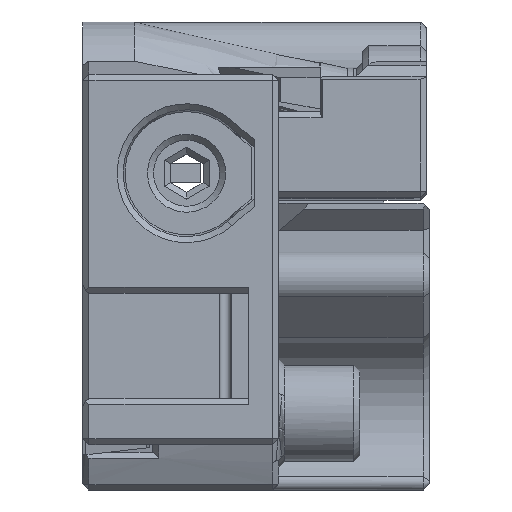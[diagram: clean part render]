
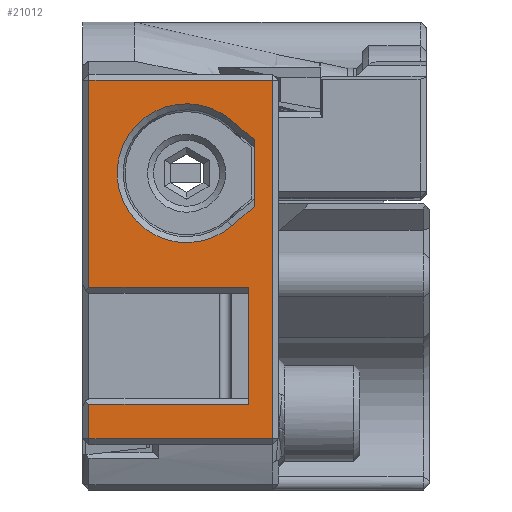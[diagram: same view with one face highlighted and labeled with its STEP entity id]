
A CAD part, left-side view. The second image highlights one B-rep face of the part: STEP entity #21012.
In plain terms, the highlighted planar face has unit normal (-1, 0, 0).
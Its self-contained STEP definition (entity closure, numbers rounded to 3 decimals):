
#358=CIRCLE('',#22182,4.625);
#705=FACE_BOUND('',#3376,.T.);
#1086=PLANE('',#22181);
#2141=FACE_OUTER_BOUND('',#3375,.T.);
#3375=EDGE_LOOP('',(#17219,#17220,#17221,#17222,#17223,#17224,#17225,#17226));
#3376=EDGE_LOOP('',(#17227,#17228,#17229,#17230));
#4856=LINE('',#35998,#6885);
#4861=LINE('',#36007,#6890);
#5004=LINE('',#36579,#7033);
#5008=LINE('',#36587,#7037);
#5026=LINE('',#36628,#7055);
#5031=LINE('',#36635,#7060);
#5057=LINE('',#36712,#7086);
#5058=LINE('',#36713,#7087);
#5059=LINE('',#36718,#7088);
#5060=LINE('',#36720,#7089);
#5061=LINE('',#36721,#7090);
#6885=VECTOR('',#24835,10.);
#6890=VECTOR('',#24842,10.);
#7033=VECTOR('',#25145,10.);
#7037=VECTOR('',#25153,10.);
#7055=VECTOR('',#25189,10.);
#7060=VECTOR('',#25198,10.);
#7086=VECTOR('',#25268,10.);
#7087=VECTOR('',#25269,10.);
#7088=VECTOR('',#25272,10.);
#7089=VECTOR('',#25273,10.);
#7090=VECTOR('',#25274,10.);
#9706=VERTEX_POINT('',#35995);
#9707=VERTEX_POINT('',#35997);
#9710=VERTEX_POINT('',#36005);
#9836=VERTEX_POINT('',#36573);
#9837=VERTEX_POINT('',#36577);
#9839=VERTEX_POINT('',#36583);
#9847=VERTEX_POINT('',#36615);
#9863=VERTEX_POINT('',#36711);
#9864=VERTEX_POINT('',#36714);
#9865=VERTEX_POINT('',#36715);
#9866=VERTEX_POINT('',#36717);
#9867=VERTEX_POINT('',#36719);
#12248=EDGE_CURVE('',#9707,#9706,#4856,.T.);
#12253=EDGE_CURVE('',#9710,#9706,#4861,.T.);
#12439=EDGE_CURVE('',#9837,#9836,#5004,.T.);
#12443=EDGE_CURVE('',#9836,#9839,#5008,.T.);
#12462=EDGE_CURVE('',#9847,#9710,#5026,.T.);
#12467=EDGE_CURVE('',#9839,#9847,#5031,.T.);
#12501=EDGE_CURVE('',#9837,#9863,#5057,.T.);
#12502=EDGE_CURVE('',#9863,#9707,#5058,.T.);
#12503=EDGE_CURVE('',#9864,#9865,#358,.T.);
#12504=EDGE_CURVE('',#9866,#9864,#5059,.T.);
#12505=EDGE_CURVE('',#9866,#9867,#5060,.T.);
#12506=EDGE_CURVE('',#9865,#9867,#5061,.T.);
#17219=ORIENTED_EDGE('',*,*,#12253,.F.);
#17220=ORIENTED_EDGE('',*,*,#12462,.F.);
#17221=ORIENTED_EDGE('',*,*,#12467,.F.);
#17222=ORIENTED_EDGE('',*,*,#12443,.F.);
#17223=ORIENTED_EDGE('',*,*,#12439,.F.);
#17224=ORIENTED_EDGE('',*,*,#12501,.T.);
#17225=ORIENTED_EDGE('',*,*,#12502,.T.);
#17226=ORIENTED_EDGE('',*,*,#12248,.T.);
#17227=ORIENTED_EDGE('',*,*,#12503,.F.);
#17228=ORIENTED_EDGE('',*,*,#12504,.F.);
#17229=ORIENTED_EDGE('',*,*,#12505,.T.);
#17230=ORIENTED_EDGE('',*,*,#12506,.F.);
#21012=ADVANCED_FACE('',(#2141,#705),#1086,.T.);
#22181=AXIS2_PLACEMENT_3D('',#36710,#25266,#25267);
#22182=AXIS2_PLACEMENT_3D('',#36716,#25270,#25271);
#24835=DIRECTION('',(0.,1.,0.));
#24842=DIRECTION('',(0.,0.,1.));
#25145=DIRECTION('',(0.,0.,1.));
#25153=DIRECTION('',(0.,-1.,0.));
#25189=DIRECTION('',(0.,1.,0.));
#25198=DIRECTION('',(0.,0.,-1.));
#25266=DIRECTION('center_axis',(-1.,0.,0.));
#25267=DIRECTION('ref_axis',(0.,0.,-1.));
#25268=DIRECTION('',(0.,-1.,0.));
#25269=DIRECTION('',(0.,0.,-1.));
#25270=DIRECTION('center_axis',(-1.,0.,0.));
#25271=DIRECTION('ref_axis',(0.,0.65,0.76));
#25272=DIRECTION('',(0.,0.76,0.65));
#25273=DIRECTION('',(0.,0.,-1.));
#25274=DIRECTION('',(0.,-0.76,0.65));
#35995=CARTESIAN_POINT('',(-47.,6.5,5.7));
#35997=CARTESIAN_POINT('',(-47.,-4.1,5.7));
#35998=CARTESIAN_POINT('',(-47.,6.9,5.7));
#36005=CARTESIAN_POINT('',(-47.,6.5,3.4));
#36007=CARTESIAN_POINT('',(-47.,6.5,22.4));
#36573=CARTESIAN_POINT('',(-47.,6.5,27.3));
#36577=CARTESIAN_POINT('',(-47.,6.5,13.5));
#36579=CARTESIAN_POINT('',(-47.,6.5,22.4));
#36583=CARTESIAN_POINT('',(-47.,-5.75,27.3));
#36587=CARTESIAN_POINT('',(-47.,6.9,27.3));
#36615=CARTESIAN_POINT('',(-47.,-5.75,3.4));
#36628=CARTESIAN_POINT('',(-47.,6.9,3.4));
#36635=CARTESIAN_POINT('',(-47.,-5.75,22.4));
#36710=CARTESIAN_POINT('Origin',(-47.,6.9,27.7));
#36711=CARTESIAN_POINT('',(-47.,-4.1,13.5));
#36712=CARTESIAN_POINT('',(-47.,6.9,13.5));
#36713=CARTESIAN_POINT('',(-47.,-4.1,18.65));
#36714=CARTESIAN_POINT('',(-47.,-3.007,24.614));
#36715=CARTESIAN_POINT('',(-47.,-3.007,17.586));
#36716=CARTESIAN_POINT('Origin',(-47.,0.,21.1));
#36717=CARTESIAN_POINT('',(-47.,-4.505,23.332));
#36718=CARTESIAN_POINT('',(-47.,0.615,27.713));
#36719=CARTESIAN_POINT('',(-47.,-4.505,18.868));
#36720=CARTESIAN_POINT('',(-47.,-4.505,25.287));
#36721=CARTESIAN_POINT('',(-47.,-3.484,17.994));
